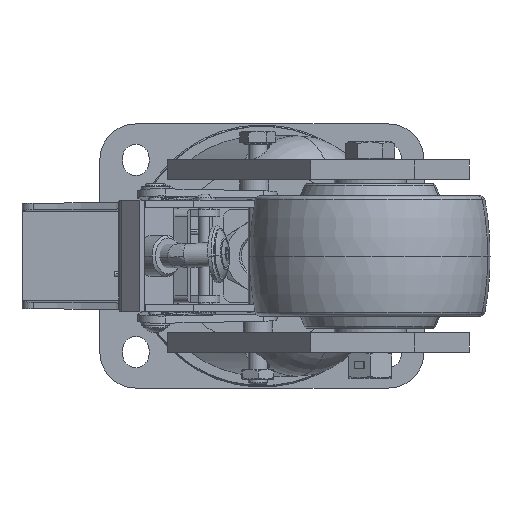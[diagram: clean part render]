
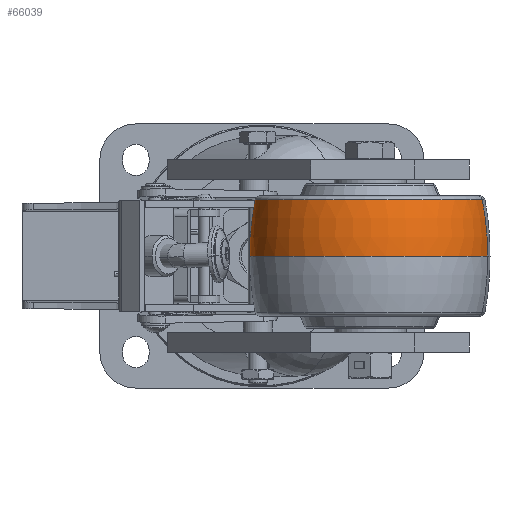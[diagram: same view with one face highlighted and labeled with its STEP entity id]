
A CAD part, front view. The second image highlights one B-rep face of the part: STEP entity #66039.
In plain terms, the highlighted toroidal (fillet/blend) face has major radius 49.965 mm and minor radius 100 mm.
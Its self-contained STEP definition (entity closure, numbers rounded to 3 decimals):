
#7132 = CARTESIAN_POINT ( 'NONE',  ( 50.041, -100., 2.628 ) ) ;
#9208 = DIRECTION ( 'NONE',  ( 0.976, -0.217, 0. ) ) ;
#11224 = AXIS2_PLACEMENT_3D ( 'NONE', #64901, #39123, #44459 ) ;
#13704 = EDGE_CURVE ( 'NONE', #58018, #21759, #34044, .T. ) ;
#13832 = CARTESIAN_POINT ( 'NONE',  ( 98.846, -110.869, 0. ) ) ;
#15166 = ORIENTED_EDGE ( 'NONE', *, *, #18333, .T. ) ;
#15556 = DIRECTION ( 'NONE',  ( 0., 0., 1. ) ) ;
#17253 = CARTESIAN_POINT ( 'NONE',  ( 96.747, -110.401, 23.416 ) ) ;
#18104 = CARTESIAN_POINT ( 'NONE',  ( 3.335, -89.599, 23.416 ) ) ;
#18333 = EDGE_CURVE ( 'NONE', #58018, #62029, #39223, .T. ) ;
#20430 = CARTESIAN_POINT ( 'NONE',  ( 1.237, -89.131, 0. ) ) ;
#21759 = VERTEX_POINT ( 'NONE', #17253 ) ;
#21801 = VERTEX_POINT ( 'NONE', #13832 ) ;
#23819 = CARTESIAN_POINT ( 'NONE',  ( 98.812, -110.861, 2.628 ) ) ;
#27180 = FACE_OUTER_BOUND ( 'NONE', #56585, .T. ) ;
#29133 = EDGE_CURVE ( 'NONE', #62029, #21801, #64974, .T. ) ;
#29622 = ORIENTED_EDGE ( 'NONE', *, *, #29133, .T. ) ;
#29834 = DIRECTION ( 'NONE',  ( 0.976, -0.217, 0. ) ) ;
#30801 = CARTESIAN_POINT ( 'NONE',  ( 50.041, -100., 0. ) ) ;
#31724 = ORIENTED_EDGE ( 'NONE', *, *, #13704, .F. ) ;
#34044 = CIRCLE ( 'NONE', #56712, 47.85 ) ;
#34247 = DIRECTION ( 'NONE',  ( 0., 0., -1. ) ) ;
#34872 = AXIS2_PLACEMENT_3D ( 'NONE', #23819, #51153, #9208 ) ;
#39123 = DIRECTION ( 'NONE',  ( 0.217, 0.976, 0. ) ) ;
#39223 = CIRCLE ( 'NONE', #34872, 100. ) ;
#41895 = DIRECTION ( 'NONE',  ( 0., 0., 1. ) ) ;
#42564 = CIRCLE ( 'NONE', #11224, 100. ) ;
#44459 = DIRECTION ( 'NONE',  ( -0.976, 0.217, 0. ) ) ;
#47927 = ORIENTED_EDGE ( 'NONE', *, *, #51060, .F. ) ;
#47969 = AXIS2_PLACEMENT_3D ( 'NONE', #7132, #34247, #29834 ) ;
#51060 = EDGE_CURVE ( 'NONE', #21759, #21801, #42564, .T. ) ;
#51153 = DIRECTION ( 'NONE',  ( -0.217, -0.976, 0. ) ) ;
#51386 = DIRECTION ( 'NONE',  ( 0.976, -0.217, 0. ) ) ;
#52745 = CARTESIAN_POINT ( 'NONE',  ( 50.041, -100., 23.416 ) ) ;
#54486 = TOROIDAL_SURFACE ( 'NONE', #47969, -49.965, 100. ) ;
#56585 = EDGE_LOOP ( 'NONE', ( #31724, #15166, #29622, #47927 ) ) ;
#56712 = AXIS2_PLACEMENT_3D ( 'NONE', #52745, #41895, #57860 ) ;
#57860 = DIRECTION ( 'NONE',  ( 0.976, -0.217, 0. ) ) ;
#58018 = VERTEX_POINT ( 'NONE', #18104 ) ;
#59670 = AXIS2_PLACEMENT_3D ( 'NONE', #30801, #15556, #51386 ) ;
#62029 = VERTEX_POINT ( 'NONE', #20430 ) ;
#64901 = CARTESIAN_POINT ( 'NONE',  ( 1.271, -89.139, 2.628 ) ) ;
#64974 = CIRCLE ( 'NONE', #59670, 50. ) ;
#66039 = ADVANCED_FACE ( 'NONE', ( #27180 ), #54486, .T. ) ;
